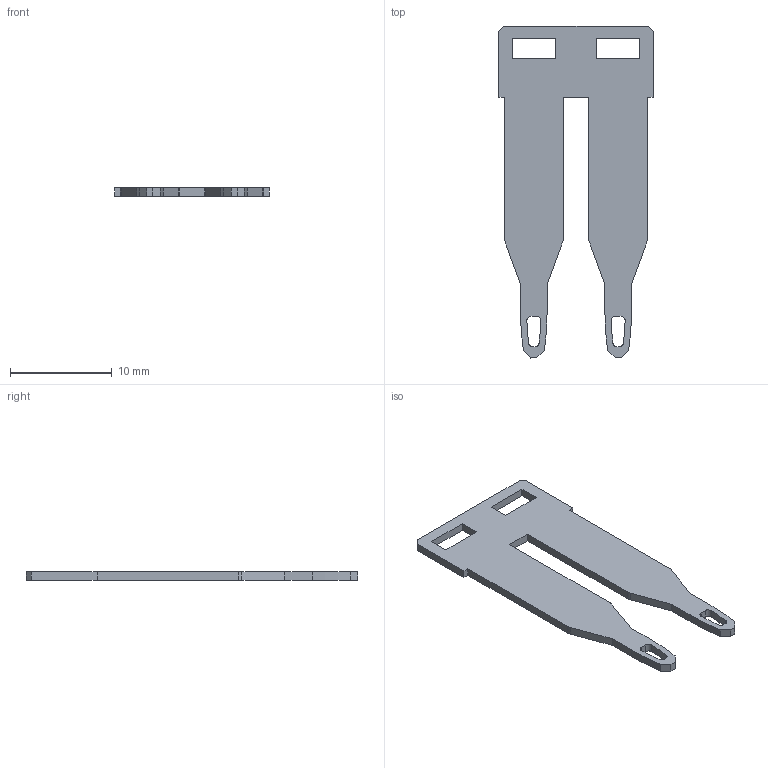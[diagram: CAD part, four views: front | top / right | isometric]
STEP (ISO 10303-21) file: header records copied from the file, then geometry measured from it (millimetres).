
FILE_DESCRIPTION((''),'2;1');
FILE_NAME('ASM0001_ASM','2022-09-23T09:10:59',('klemen.sitar'),('Audax d.o.o.'),'CREO PARAMETRIC BY PTC INC, 2021304','CREO PARAMETRIC BY PTC INC, 2021304','');
FILE_SCHEMA(('AP242_MANAGED_MODEL_BASED_3D_ENGINEERING_MIM_LF { 1 0 10303 442 1 1 4 }'));
Length unit declared in the file: millimetre
Products named in the file (2): PTC0802; ASM0001_ASM
Assembly tree (1 placements, depth 2):
  ASM0001_ASM
    PTC0802
Bounding box: 15.2 x 32.7 x 0.8 mm (x, y, z)
Volume: 253.2 mm3; surface area: 776.5 mm2
Topology: 1 solids, 1 shells, 60 faces, 174 edges, 116 vertices
Faces by surface type: plane 40, cylinder 16, extrusion 4
Entity records: 4333 total; most frequent: CARTESIAN_POINT 1582, ORIENTED_EDGE 348, DIRECTION 322, PRESENTATION_STYLE_ASSIGNMENT 240, STYLED_ITEM 240, CURVE_STYLE 179, EDGE_CURVE 174, VECTOR 138
